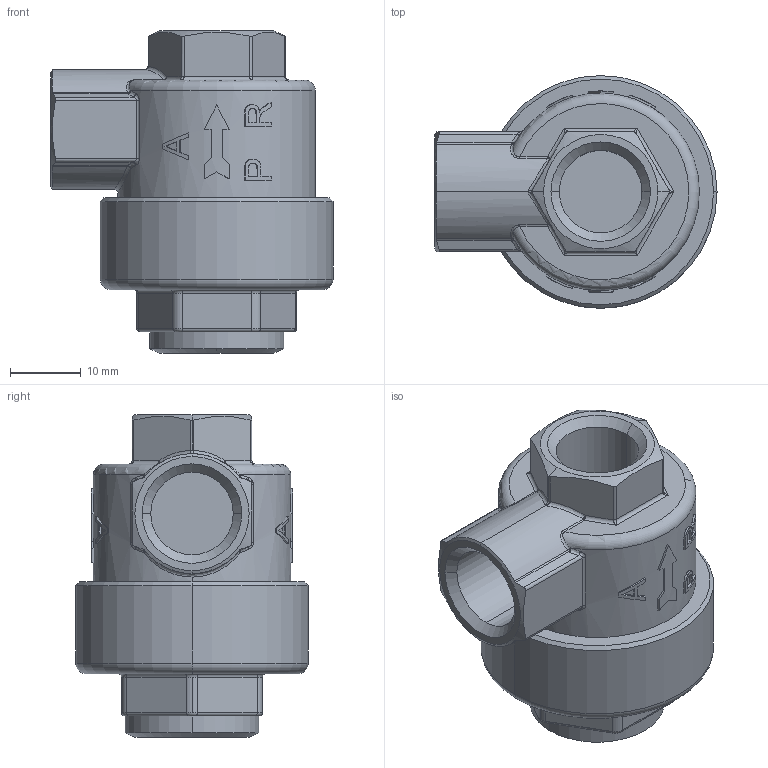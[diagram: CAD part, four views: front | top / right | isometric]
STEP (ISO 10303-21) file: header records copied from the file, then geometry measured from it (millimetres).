
FILE_DESCRIPTION (( 'STEP AP214' ), '1' );
FILE_NAME ('0605000003B.STEP', '2022-04-08T12:50:36', ( '' ), ( '' ), 'SwSTEP 2.0', 'SolidWorks 2020', '' );
FILE_SCHEMA (( 'AUTOMOTIVE_DESIGN' ));
Length unit declared in the file: millimetre
Products named in the file (1): 0605000003B
Bounding box: 40 x 33 x 45.7 mm (x, y, z)
Volume: 24800.1 mm3; surface area: 7078.9 mm2
Topology: 1 solids, 1 shells, 280 faces, 694 edges, 429 vertices
Faces by surface type: plane 89, bspline 81, cylinder 73, torus 17, cone 14, sphere 6
Entity records: 15169 total; most frequent: CARTESIAN_POINT 9065, ORIENTED_EDGE 1376, DIRECTION 1075, EDGE_CURVE 688, VERTEX_POINT 429, AXIS2_PLACEMENT_3D 380, VECTOR 315, LINE 315
